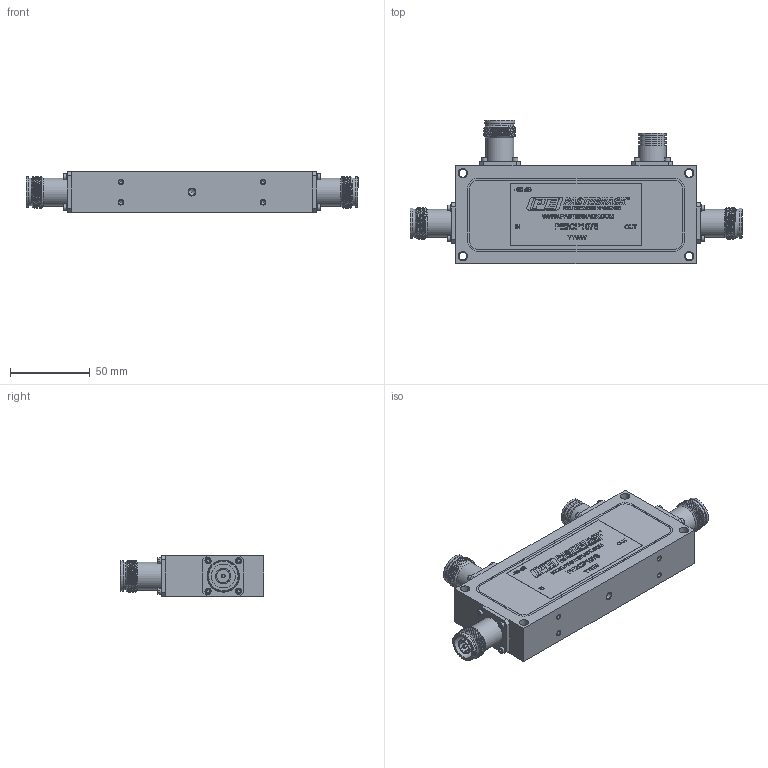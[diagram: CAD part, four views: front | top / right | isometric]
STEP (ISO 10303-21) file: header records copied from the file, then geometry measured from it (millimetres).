
FILE_DESCRIPTION (( 'STEP AP203' ), '1' );
FILE_NAME ('PE2CP1076_3D.step', '2021-03-05T17:34:31', ( '' ), ( '' ), 'SwSTEP 2.0', 'SolidWorks 2020', '' );
FILE_SCHEMA (( 'CONFIG_CONTROL_DESIGN' ));
Products named in the file (1): PE2CP1076_3D
Bounding box: 207.52 x 89.41 x 25.48 mm (x, y, z)
Volume: 256003.2 mm3; surface area: 43548.7 mm2
Topology: 1 solids, 1 shells, 1720 faces, 4358 edges, 2830 vertices
Faces by surface type: plane 1068, bspline 315, cylinder 179, cone 158
Full cylindrical faces by diameter (mm): 0.967 x1, 0.992 x1, 1.651 x3, 2.413 x3, 2.705 x4, 3.505 x4, 3.658 x16, 3.856 x16, 4.2 x2, 4.826 x4, 5 x2, 5.842 x8, 8.255 x3, 9.627 x3, 14.909 x3, 15.441 x3, 17.404 x3, 17.473 x7, 18.973 x3
Entity records: 69991 total; most frequent: CARTESIAN_POINT 31584, ORIENTED_EDGE 8320, DIRECTION 6717, EDGE_CURVE 4160, VERTEX_POINT 2771, LINE 2741, VECTOR 2741, EDGE_LOOP 2051
